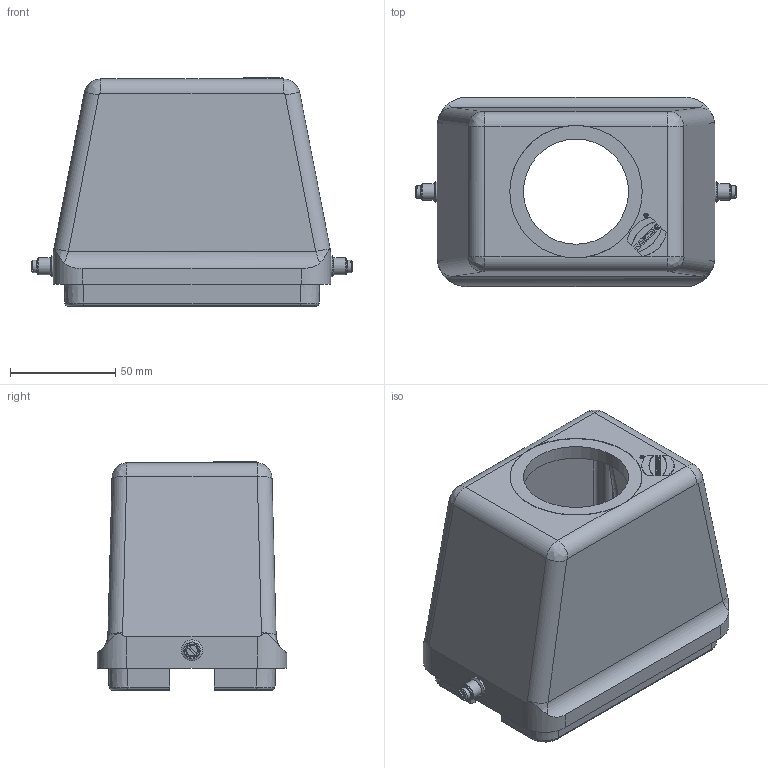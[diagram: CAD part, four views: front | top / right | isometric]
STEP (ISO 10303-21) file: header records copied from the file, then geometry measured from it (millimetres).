
FILE_DESCRIPTION(/* description */ (''),/* implementation_level */ '2;1');
FILE_NAME(/* name */ '100095327ugm000_d.stp',/* time_stamp */ '2017-11-07T16:20:43+01:00',/* author */ (''),/* organization */ (''),/* preprocessor_version */ 'ST-DEVELOPER v16',/* originating_system */ 'SIEMENS PLM Software NX 10.0',/* authorisation */ '');
FILE_SCHEMA (('AUTOMOTIVE_DESIGN { 1 0 10303 214 3 1 1 1 }'));
Length unit declared in the file: millimetre
Products named in the file (1): 100095327ugm000_d
Bounding box: 153 x 90 x 108.5 mm (x, y, z)
Volume: 259125.8 mm3; surface area: 92664.5 mm2
Topology: 1 solids, 1 shells, 370 faces, 967 edges, 631 vertices
Faces by surface type: plane 202, cylinder 108, cone 30, bspline 26, torus 4
Full cylindrical faces by diameter (mm): 3 x8, 3.2 x4, 6 x4, 7.3 x2, 8 x2, 10 x2, 50 x1, 63 x1
Entity records: 14213 total; most frequent: CARTESIAN_POINT 2724, DIRECTION 1822, ORIENTED_EDGE 1798, EDGE_CURVE 899, AXIS2_PLACEMENT_3D 630, VERTEX_POINT 607, LINE 562, VECTOR 562
